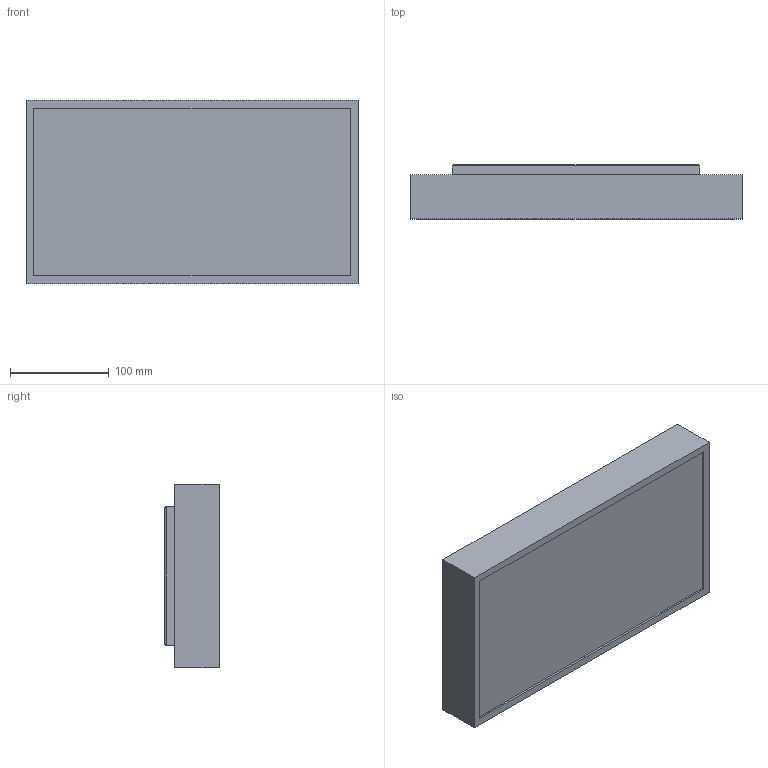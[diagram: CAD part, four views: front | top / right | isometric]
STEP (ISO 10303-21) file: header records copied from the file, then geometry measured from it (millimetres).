
FILE_DESCRIPTION(/* description */ ('Unknown'),/* implementation_level */ '2;1');
FILE_NAME(/* name */ 'SNP 7135 W',/* time_stamp */ '2020-08-21T09:51:15+02:00',/* author */ ('Unknown'),/* organization */ ('Unknown'),/* preprocessor_version */ 'ST-DEVELOPER v16.7',/* originating_system */ 'Solid Edge',/* authorisation */ 'Unknown');
FILE_SCHEMA (('AUTOMOTIVE_DESIGN {1 0 10303 214 3 1 1}'));
Length unit declared in the file: millimetre
Products named in the file (1): SNP 7135 W
Bounding box: 336 x 55 x 186 mm (x, y, z)
Volume: 3053279.6 mm3; surface area: 181329.4 mm2
Topology: 1 solids, 1 shells, 20 faces, 44 edges, 28 vertices
Faces by surface type: plane 16, cylinder 4
Entity records: 570 total; most frequent: CARTESIAN_POINT 93, DIRECTION 90, ORIENTED_EDGE 88, EDGE_CURVE 44, LINE 40, VECTOR 40, VERTEX_POINT 28, AXIS2_PLACEMENT_3D 25
